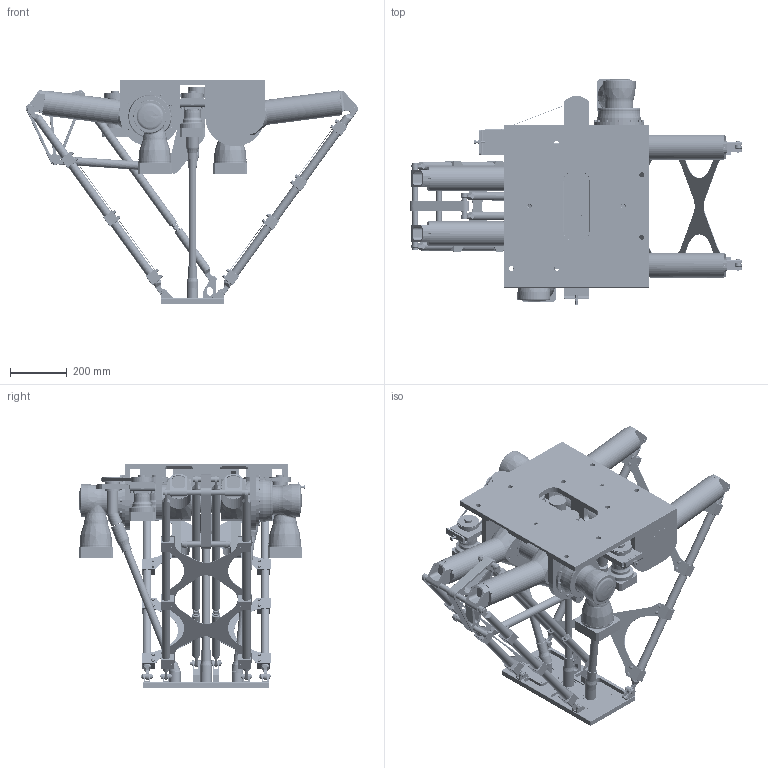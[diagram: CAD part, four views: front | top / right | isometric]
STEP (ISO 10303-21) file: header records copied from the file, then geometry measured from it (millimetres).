
FILE_DESCRIPTION(/* description */ ('Norm.iam Teamplte'),/* implementation_level */ '2;1');
FILE_NAME(/* name */ '3D-model_A_00095.01-T3.stp',/* time_stamp */ '2022-02-25T15:57:30+01:00',/* author */ ('michael.schutter'),/* organization */ (''),/* preprocessor_version */ 'ST-DEVELOPER v16.5',/* originating_system */ 'Autodesk Inventor 2017',/* authorisation */ '');
FILE_SCHEMA (('AUTOMOTIVE_DESIGN { 1 0 10303 214 3 1 1 }'));
Products named in the file (16): A_00095.01-T3_DUMMY DuoPod Robotermechanik RV2-T3-900-40kg; MT_BGR00103110 Dummy Roboterkopf; MT_WST00106108; MT_WST00055547MT_WST; MT_WST00069708 Dummy Oberarm; MT_WST00069709MT_WST; MT_WST00069710MT_WST; MT_WST00069711MT_WST; MT_WST00069713MT_WST; MT_WST00101342 Dummy Unterarm; MT_WST00101343 Dummy Unterarm; MT_WST00110793 Dummy Werkzeugträger; MT_WST00069716MT_WST; MT_WST00069715MT_WST; MT_WST00069718MT_WST; MT_WST00069719MT_WST
Assembly tree (27 placements, depth 3):
  A_00095.01-T3_DUMMY DuoPod Robotermechanik RV2-T3-900-40kg
    MT_BGR00103110 Dummy Roboterkopf
      MT_WST00106108
      MT_WST00055547MT_WST  x2
      MT_WST00069716MT_WST  x2
    MT_WST00069708 Dummy Oberarm
    MT_WST00069709MT_WST
    MT_WST00069710MT_WST
    MT_WST00069711MT_WST  x2
    MT_WST00069713MT_WST  x2
    MT_WST00101342 Dummy Unterarm
    MT_WST00101343 Dummy Unterarm
    MT_WST00069715MT_WST  x3
    MT_WST00069718MT_WST  x3
    MT_WST00069719MT_WST  x3
    MT_WST00110793 Dummy Werkzeugträger
    MT_WST00069716MT_WST  x2
Bounding box: 1169.53 x 797.2 x 792 mm (x, y, z)
Volume: 48908415.9 mm3; surface area: 4570792.5 mm2
Topology: 26 solids, 67 shells, 4620 faces, 10792 edges, 6786 vertices
Faces by surface type: plane 2334, cylinder 1125, cone 481, bspline 461, torus 175, sphere 44
Full cylindrical faces by diameter (mm): 3.242 x6, 4.1 x16, 4.134 x4, 4.917 x54, 5.3 x4, 5.9 x6, 6 x7, 6.647 x32, 6.917 x8, 7 x2, 8 x38, 8.5 x16, 9 x8, 10 x32, 11 x4, 12 x17, 15 x3, 16 x11, 17.5 x8, 18 x16, 19 x4, 20 x28, 21 x2, 22 x2, 24 x2, 25 x3, 28 x6, 29.8 x14, 30 x31, 33 x3
Entity records: 149875 total; most frequent: CARTESIAN_POINT 61996, DIRECTION 17271, ORIENTED_EDGE 16734, EDGE_CURVE 8367, AXIS2_PLACEMENT_3D 6201, VERTEX_POINT 5572, EDGE_LOOP 4967, LINE 4869
